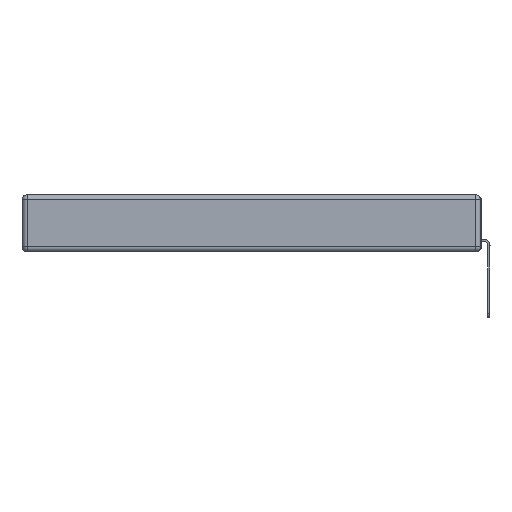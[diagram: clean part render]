
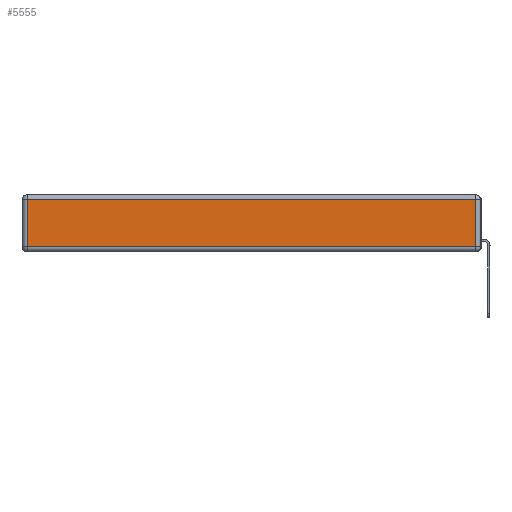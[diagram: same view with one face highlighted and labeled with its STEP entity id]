
A CAD part, left-side view. The second image highlights one B-rep face of the part: STEP entity #5555.
In plain terms, the highlighted planar face has unit normal (-1, 0, 0).
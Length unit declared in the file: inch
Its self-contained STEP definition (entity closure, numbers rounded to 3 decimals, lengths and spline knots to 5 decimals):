
#737 = CARTESIAN_POINT ( 'NONE',  ( 0., 0., -0.343 ) ) ;
#1025 = EDGE_CURVE ( 'NONE', #1228, #6586, #11662, .T. ) ;
#1228 = VERTEX_POINT ( 'NONE', #15700 ) ;
#2242 = DIRECTION ( 'NONE',  ( 0., 0., 1. ) ) ;
#4047 = CARTESIAN_POINT ( 'NONE',  ( 0., 0.03, -0.343 ) ) ;
#4643 = VECTOR ( 'NONE', #2242, 39.37008 ) ;
#4732 = VERTEX_POINT ( 'NONE', #20500 ) ;
#4735 = CARTESIAN_POINT ( 'NONE',  ( 0., 0.03, -0.03 ) ) ;
#4922 = CARTESIAN_POINT ( 'NONE',  ( 0., 2.72, -0.313 ) ) ;
#5555 = ADVANCED_FACE ( 'NONE', ( #18788 ), #17115, .T. ) ;
#6586 = VERTEX_POINT ( 'NONE', #4922 ) ;
#7142 = DIRECTION ( 'NONE',  ( 0., -1., 0. ) ) ;
#7744 = EDGE_CURVE ( 'NONE', #4732, #22214, #9710, .T. ) ;
#9111 = ORIENTED_EDGE ( 'NONE', *, *, #11396, .T. ) ;
#9710 = LINE ( 'NONE', #4047, #4643 ) ;
#10340 = VECTOR ( 'NONE', #7142, 39.37008 ) ;
#11366 = ORIENTED_EDGE ( 'NONE', *, *, #14229, .T. ) ;
#11396 = EDGE_CURVE ( 'NONE', #6586, #4732, #18391, .T. ) ;
#11662 = LINE ( 'NONE', #13338, #17751 ) ;
#13338 = CARTESIAN_POINT ( 'NONE',  ( 0., 2.72, -0.343 ) ) ;
#13683 = DIRECTION ( 'NONE',  ( 0., 0., -1. ) ) ;
#14024 = ORIENTED_EDGE ( 'NONE', *, *, #1025, .T. ) ;
#14229 = EDGE_CURVE ( 'NONE', #22214, #1228, #15613, .T. ) ;
#15613 = LINE ( 'NONE', #20618, #19487 ) ;
#15700 = CARTESIAN_POINT ( 'NONE',  ( 0., 2.72, -0.03 ) ) ;
#17115 = PLANE ( 'NONE',  #22488 ) ;
#17751 = VECTOR ( 'NONE', #13683, 39.37008 ) ;
#17842 = EDGE_LOOP ( 'NONE', ( #9111, #19056, #11366, #14024 ) ) ;
#17920 = CARTESIAN_POINT ( 'NONE',  ( 0., 0., -0.313 ) ) ;
#18391 = LINE ( 'NONE', #17920, #10340 ) ;
#18434 = DIRECTION ( 'NONE',  ( -1., 0., 0. ) ) ;
#18788 = FACE_OUTER_BOUND ( 'NONE', #17842, .T. ) ;
#19056 = ORIENTED_EDGE ( 'NONE', *, *, #7744, .T. ) ;
#19069 = DIRECTION ( 'NONE',  ( 0., 1., 0. ) ) ;
#19487 = VECTOR ( 'NONE', #19069, 39.37008 ) ;
#20500 = CARTESIAN_POINT ( 'NONE',  ( 0., 0.03, -0.313 ) ) ;
#20560 = DIRECTION ( 'NONE',  ( 0., 0., 1. ) ) ;
#20618 = CARTESIAN_POINT ( 'NONE',  ( 0., 2.75, -0.03 ) ) ;
#22214 = VERTEX_POINT ( 'NONE', #4735 ) ;
#22488 = AXIS2_PLACEMENT_3D ( 'NONE', #737, #18434, #20560 ) ;
